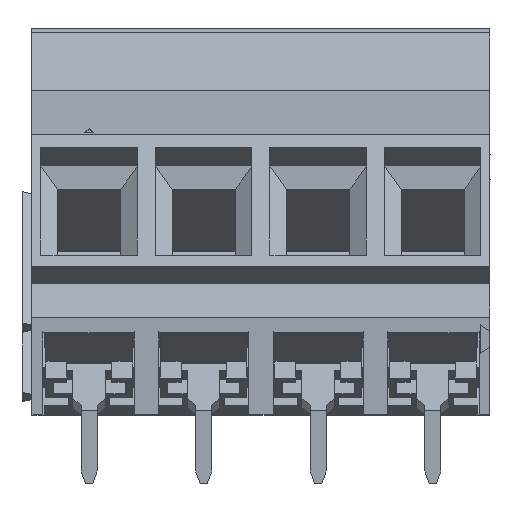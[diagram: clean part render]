
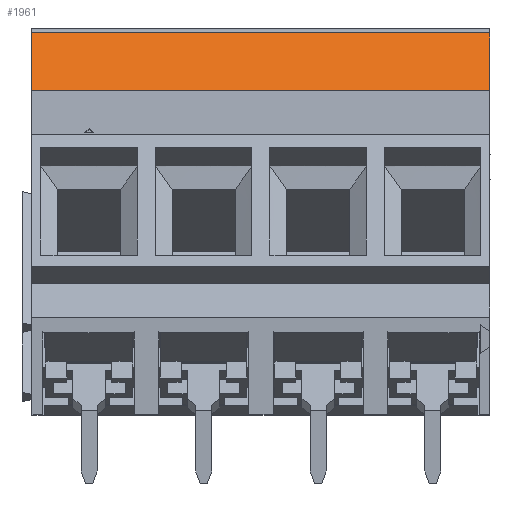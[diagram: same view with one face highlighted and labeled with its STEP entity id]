
A CAD part, top view. The second image highlights one B-rep face of the part: STEP entity #1961.
In plain terms, the highlighted planar face has unit normal (0, 0.574, 0.819).
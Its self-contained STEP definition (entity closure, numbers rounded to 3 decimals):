
#93 = DIRECTION ( 'NONE',  ( 0., -0.819, 0.574 ) ) ;
#370 = VERTEX_POINT ( 'NONE', #12224 ) ;
#1907 = VECTOR ( 'NONE', #22015, 1000. ) ;
#1961 = ADVANCED_FACE ( 'NONE', ( #34625 ), #41229, .F. ) ;
#2476 = AXIS2_PLACEMENT_3D ( 'NONE', #24459, #2599, #11894 ) ;
#2599 = DIRECTION ( 'NONE',  ( 0., -0.574, -0.819 ) ) ;
#3315 = CARTESIAN_POINT ( 'NONE',  ( 25.4, 18., 5.488 ) ) ;
#3667 = LINE ( 'NONE', #15976, #36357 ) ;
#3892 = LINE ( 'NONE', #12759, #28860 ) ;
#6377 = ORIENTED_EDGE ( 'NONE', *, *, #11697, .T. ) ;
#9049 = LINE ( 'NONE', #22432, #1907 ) ;
#10212 = DIRECTION ( 'NONE',  ( -1., 0., 0. ) ) ;
#11651 = EDGE_CURVE ( 'NONE', #370, #31175, #3892, .T. ) ;
#11697 = EDGE_CURVE ( 'NONE', #33361, #370, #3667, .T. ) ;
#11894 = DIRECTION ( 'NONE',  ( 0., 0.819, -0.574 ) ) ;
#12224 = CARTESIAN_POINT ( 'NONE',  ( 0., 21.195, 3.251 ) ) ;
#12570 = ORIENTED_EDGE ( 'NONE', *, *, #11651, .T. ) ;
#12759 = CARTESIAN_POINT ( 'NONE',  ( 0., 21.686, 2.907 ) ) ;
#12888 = CARTESIAN_POINT ( 'NONE',  ( 25.4, 21.195, 3.251 ) ) ;
#14097 = LINE ( 'NONE', #20919, #32310 ) ;
#15976 = CARTESIAN_POINT ( 'NONE',  ( 0., 21.195, 3.251 ) ) ;
#17514 = ORIENTED_EDGE ( 'NONE', *, *, #30957, .F. ) ;
#20919 = CARTESIAN_POINT ( 'NONE',  ( 25.4, 18., 5.488 ) ) ;
#21757 = ORIENTED_EDGE ( 'NONE', *, *, #23396, .F. ) ;
#22015 = DIRECTION ( 'NONE',  ( 0., -0.819, 0.574 ) ) ;
#22432 = CARTESIAN_POINT ( 'NONE',  ( 25.4, 21.686, 2.907 ) ) ;
#23396 = EDGE_CURVE ( 'NONE', #33361, #29095, #9049, .T. ) ;
#24459 = CARTESIAN_POINT ( 'NONE',  ( 0., 21.686, 2.907 ) ) ;
#28019 = EDGE_LOOP ( 'NONE', ( #21757, #6377, #12570, #17514 ) ) ;
#28860 = VECTOR ( 'NONE', #93, 1000. ) ;
#29095 = VERTEX_POINT ( 'NONE', #3315 ) ;
#30957 = EDGE_CURVE ( 'NONE', #29095, #31175, #14097, .T. ) ;
#31175 = VERTEX_POINT ( 'NONE', #38336 ) ;
#32310 = VECTOR ( 'NONE', #40020, 1000. ) ;
#33361 = VERTEX_POINT ( 'NONE', #12888 ) ;
#34625 = FACE_OUTER_BOUND ( 'NONE', #28019, .T. ) ;
#36357 = VECTOR ( 'NONE', #10212, 1000. ) ;
#38336 = CARTESIAN_POINT ( 'NONE',  ( 0., 18., 5.488 ) ) ;
#40020 = DIRECTION ( 'NONE',  ( -1., 0., 0. ) ) ;
#41229 = PLANE ( 'NONE',  #2476 ) ;
